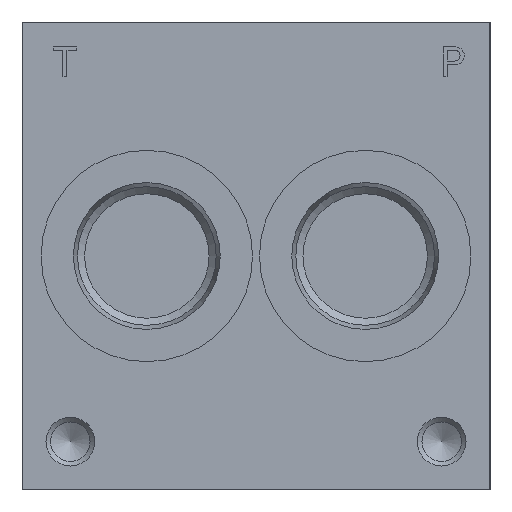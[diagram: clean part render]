
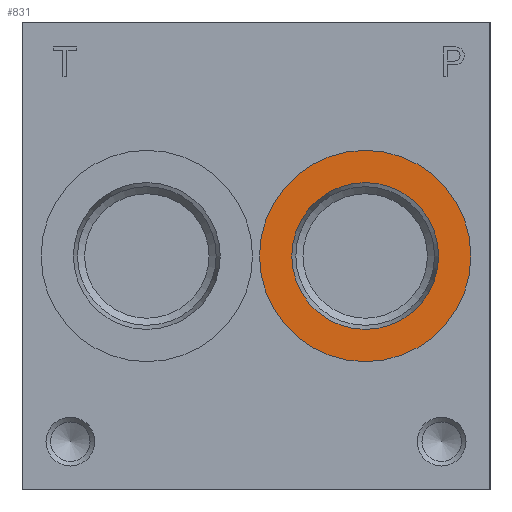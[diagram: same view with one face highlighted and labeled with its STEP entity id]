
A CAD part, left-side view. The second image highlights one B-rep face of the part: STEP entity #831.
In plain terms, the highlighted planar face has unit normal (-1, 0, 0).
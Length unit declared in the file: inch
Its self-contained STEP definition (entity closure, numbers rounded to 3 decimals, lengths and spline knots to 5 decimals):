
#831 = ADVANCED_FACE( '', ( #2216, #2217 ), #2218, .T. );
#2216 = FACE_BOUND( '', #4417, .T. );
#2217 = FACE_OUTER_BOUND( '', #4418, .T. );
#2218 = PLANE( '', #4419 );
#4417 = EDGE_LOOP( '', ( #7015 ) );
#4418 = EDGE_LOOP( '', ( #7016 ) );
#4419 = AXIS2_PLACEMENT_3D( '', #7017, #7018, #7019 );
#7015 = ORIENTED_EDGE( '', *, *, #11684, .T. );
#7016 = ORIENTED_EDGE( '', *, *, #11685, .F. );
#7017 = CARTESIAN_POINT( '', ( 0.031, 1.4775, 1.5 ) );
#7018 = DIRECTION( '', ( -1., 0., 0. ) );
#7019 = DIRECTION( '', ( 0., 0., 1. ) );
#11684 = EDGE_CURVE( '', #13855, #13855, #13856, .T. );
#11685 = EDGE_CURVE( '', #13857, #13857, #13858, .T. );
#13855 = VERTEX_POINT( '', #16844 );
#13856 = CIRCLE( '', #16845, 0.4705 );
#13857 = VERTEX_POINT( '', #16846 );
#13858 = CIRCLE( '', #16847, 0.6775 );
#16844 = CARTESIAN_POINT( '', ( 0.031, 0.8, 1.0295 ) );
#16845 = AXIS2_PLACEMENT_3D( '', #20084, #20085, #20086 );
#16846 = CARTESIAN_POINT( '', ( 0.031, 0.8, 0.8225 ) );
#16847 = AXIS2_PLACEMENT_3D( '', #20087, #20088, #20089 );
#20084 = CARTESIAN_POINT( '', ( 0.031, 0.8, 1.5 ) );
#20085 = DIRECTION( '', ( 1., 0., 0. ) );
#20086 = DIRECTION( '', ( 0., 0., -1. ) );
#20087 = CARTESIAN_POINT( '', ( 0.031, 0.8, 1.5 ) );
#20088 = DIRECTION( '', ( 1., 0., 0. ) );
#20089 = DIRECTION( '', ( 0., 0., -1. ) );
